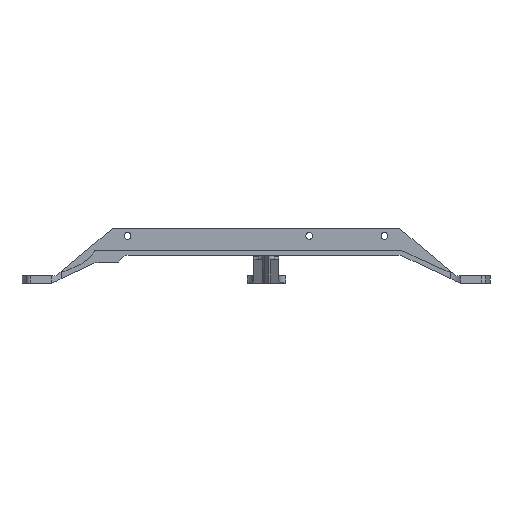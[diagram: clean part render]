
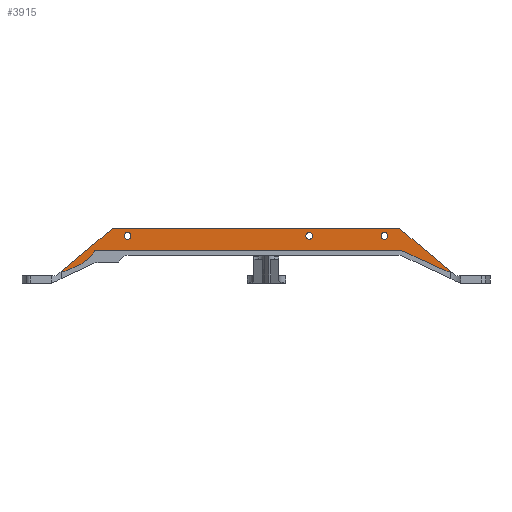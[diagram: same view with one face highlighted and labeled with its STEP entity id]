
A CAD part, front view. The second image highlights one B-rep face of the part: STEP entity #3915.
In plain terms, the highlighted planar face has unit normal (0, -1, 0).
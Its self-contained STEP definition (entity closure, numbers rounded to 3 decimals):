
#1996=CARTESIAN_POINT('POINT151',(51.328,
   11.067,23.425));
#1997=VERTEX_POINT('VERTEX151',#1996);
#2004=CARTESIAN_POINT('POINT152',(37.313,
   11.067,16.889));
#2005=VERTEX_POINT('VERTEX152',#2004);
#2006=CARTESIAN_POINT('POS215',(0.195,
   11.067,-0.419));
#2007=DIRECTION('DIR323',(-0.906,0.,
   -0.423));
#2008=VECTOR('VEC107',#2007,1.);
#2009=LINE('STRAIGHT107',#2006,#2008);
#2010=EDGE_CURVE('EDGE206',#1997,#2005,#2009,.T.);
#2036=CARTESIAN_POINT('POINT154',(31.745,
   11.067,15.655));
#2037=VERTEX_POINT('VERTEX154',#2036);
#2038=CARTESIAN_POINT('POS219',(31.745,
   11.067,28.83));
#2039=DIRECTION('DIR329',(0.,1.,0.));
#2040=DIRECTION('DIR330',(0.216,0.,
   -0.976));
#2041=AXIS2_PLACEMENT_3D('AXIS111',#2038,#2039,#2040);
#2042=CIRCLE('ELLIPSE61',#2041,13.175);
#2043=EDGE_CURVE('EDGE209',#2005,#2037,#2042,.T.);
#2068=CARTESIAN_POINT('POINT156',(29.119,
   11.067,15.655));
#2069=VERTEX_POINT('VERTEX156',#2068);
#2070=CARTESIAN_POINT('POS223',(0.,11.067,
   15.655));
#2071=DIRECTION('DIR335',(-1.,0.,0.));
#2072=VECTOR('VEC111',#2071,1.);
#2073=LINE('STRAIGHT111',#2070,#2072);
#2074=EDGE_CURVE('EDGE212',#2037,#2069,#2073,.T.);
#2101=CARTESIAN_POINT('POINT159',(535.479,
   11.067,15.655));
#2102=VERTEX_POINT('VERTEX159',#2101);
#2109=CARTESIAN_POINT('POINT160',(529.911,
   11.067,16.889));
#2110=VERTEX_POINT('VERTEX160',#2109);
#2111=CARTESIAN_POINT('POS228',(535.479,
   11.067,28.83));
#2112=DIRECTION('DIR342',(0.,1.,0.));
#2113=DIRECTION('DIR343',(-0.216,0.,
   -0.976));
#2114=AXIS2_PLACEMENT_3D('AXIS115',#2111,#2112,#2113);
#2115=CIRCLE('ELLIPSE63',#2114,13.175);
#2116=EDGE_CURVE('EDGE216',#2102,#2110,#2115,.T.);
#2141=CARTESIAN_POINT('POINT162',(474.388,
   11.067,42.78));
#2142=VERTEX_POINT('VERTEX162',#2141);
#2143=CARTESIAN_POINT('POS232',(101.114,
   11.067,216.841));
#2144=DIRECTION('DIR348',(-0.906,0.,
   0.423));
#2145=VECTOR('VEC116',#2144,1.);
#2146=LINE('STRAIGHT116',#2143,#2145);
#2147=EDGE_CURVE('EDGE219',#2110,#2142,#2146,.T.);
#2188=CARTESIAN_POINT('POINT164',(72.85,
   11.067,42.78));
#2189=VERTEX_POINT('VERTEX164',#2188);
#2190=CARTESIAN_POINT('POS236',(0.,11.067,
   42.78));
#2191=DIRECTION('DIR353',(-1.,0.,0.));
#2192=VECTOR('VEC119',#2191,1.);
#2193=LINE('STRAIGHT119',#2190,#2192);
#2194=EDGE_CURVE('EDGE222',#2142,#2189,#2193,.T.);
#2218=CARTESIAN_POINT('POS240',(30.366,
   11.067,68.378));
#2219=DIRECTION('DIR359',(0.,1.,0.));
#2220=DIRECTION('DIR360',(0.669,0.,
   -0.744));
#2221=AXIS2_PLACEMENT_3D('AXIS120',#2218,#2219,#2220);
#2222=CIRCLE('ELLIPSE65',#2221,49.6);
#2223=EDGE_CURVE('EDGE225',#2189,#1997,#2222,.T.);
#2236=CARTESIAN_POINT('POINT166',(115.677,
   11.067,66.379));
#2237=VERTEX_POINT('VERTEX166',#2236);
#2244=CARTESIAN_POINT('POINT167',(115.677,
   11.067,57.621));
#2245=VERTEX_POINT('VERTEX167',#2244);
#2246=CARTESIAN_POINT('POS243',(115.677,
   11.067,62.));
#2247=DIRECTION('DIR364',(0.,-1.,0.));
#2248=DIRECTION('DIR365',(0.,0.,-1.));
#2249=AXIS2_PLACEMENT_3D('AXIS122',#2246,#2247,#2248);
#2250=CIRCLE('ELLIPSE66',#2249,4.379);
#2251=EDGE_CURVE('EDGE227',#2237,#2245,#2250,.T.);
#2280=EDGE_CURVE('EDGE231',#2245,#2237,#2250,.T.);
#3752=CARTESIAN_POINT('POINT253',(538.104,
   11.067,15.655));
#3753=VERTEX_POINT('VERTEX253',#3752);
#3760=CARTESIAN_POINT('POS412',(0.,
   11.067,15.655));
#3761=DIRECTION('DIR618',(-1.,0.,0.));
#3762=VECTOR('VEC206',#3761,1.);
#3763=LINE('STRAIGHT206',#3760,#3762);
#3764=EDGE_CURVE('EDGE368',#3753,#2102,#3763,.T.);
#3790=CARTESIAN_POINT('POINT255',(95.527,
   11.067,71.378));
#3791=VERTEX_POINT('VERTEX255',#3790);
#3792=CARTESIAN_POINT('POS415',(4.323,
   11.067,-5.152));
#3793=DIRECTION('DIR622',(0.766,0.,
   0.643));
#3794=VECTOR('VEC208',#3793,1.);
#3795=LINE('STRAIGHT208',#3792,#3794);
#3796=EDGE_CURVE('EDGE370',#2069,#3791,#3795,.T.);
#3851=CARTESIAN_POINT('POINT258',(451.547,
   11.067,57.621));
#3852=VERTEX_POINT('VERTEX258',#3851);
#3853=CARTESIAN_POINT('POINT259',(451.547,
   11.067,66.379));
#3854=VERTEX_POINT('VERTEX259',#3853);
#3855=CARTESIAN_POINT('POS422',(451.547,
   11.067,62.));
#3856=DIRECTION('DIR631',(0.,-1.,0.));
#3857=DIRECTION('DIR632',(0.,0.,-1.));
#3858=AXIS2_PLACEMENT_3D('AXIS210',#3855,#3856,#3857);
#3859=CIRCLE('ELLIPSE109',#3858,4.379);
#3860=EDGE_CURVE('EDGE375',#3852,#3854,#3859,.T.);
#3861=ORIENTED_EDGE('COEDGE668',*,*,#3860,.F.);
#3862=EDGE_CURVE('EDGE376',#3854,#3852,#3859,.T.);
#3863=ORIENTED_EDGE('COEDGE669',*,*,#3862,.F.);
#3864=EDGE_LOOP('NONE',(#3861,#3863));
#3865=FACE_BOUND('LOOP1',#3864,.T.);
#3866=CARTESIAN_POINT('POINT260',(353.168,
   11.067,57.621));
#3867=VERTEX_POINT('VERTEX260',#3866);
#3868=CARTESIAN_POINT('POINT261',(353.168,
   11.067,66.379));
#3869=VERTEX_POINT('VERTEX261',#3868);
#3870=CARTESIAN_POINT('POS423',(353.168,
   11.067,62.));
#3871=DIRECTION('DIR633',(0.,-1.,0.));
#3872=DIRECTION('DIR634',(0.,0.,-1.));
#3873=AXIS2_PLACEMENT_3D('AXIS211',#3870,#3871,#3872);
#3874=CIRCLE('ELLIPSE110',#3873,4.379);
#3875=EDGE_CURVE('EDGE377',#3867,#3869,#3874,.T.);
#3876=ORIENTED_EDGE('COEDGE670',*,*,#3875,.F.);
#3877=EDGE_CURVE('EDGE378',#3869,#3867,#3874,.T.);
#3878=ORIENTED_EDGE('COEDGE671',*,*,#3877,.F.);
#3879=EDGE_LOOP('NONE',(#3876,#3878));
#3880=FACE_BOUND('LOOP1',#3879,.T.);
#3881=ORIENTED_EDGE('COEDGE672',*,*,#2280,.F.);
#3882=ORIENTED_EDGE('COEDGE673',*,*,#2251,.F.);
#3883=EDGE_LOOP('NONE',(#3881,#3882));
#3884=FACE_BOUND('LOOP1',#3883,.T.);
#3885=ORIENTED_EDGE('COEDGE674',*,*,#2223,.F.);
#3886=ORIENTED_EDGE('COEDGE675',*,*,#2194,.F.);
#3887=ORIENTED_EDGE('COEDGE676',*,*,#2147,.F.);
#3888=ORIENTED_EDGE('COEDGE677',*,*,#2116,.F.);
#3889=ORIENTED_EDGE('COEDGE678',*,*,#3764,.F.);
#3890=CARTESIAN_POINT('POINT262',(471.697,
   11.067,71.378));
#3891=VERTEX_POINT('VERTEX262',#3890);
#3892=CARTESIAN_POINT('POS424',(230.04,
   11.067,274.151));
#3893=DIRECTION('DIR635',(0.766,0.,
   -0.643));
#3894=VECTOR('VEC213',#3893,1.);
#3895=LINE('STRAIGHT213',#3892,#3894);
#3896=EDGE_CURVE('EDGE379',#3891,#3753,#3895,.T.);
#3897=ORIENTED_EDGE('COEDGE679',*,*,#3896,.F.);
#3898=CARTESIAN_POINT('POS425',(0.,11.067,
   71.378));
#3899=DIRECTION('DIR636',(1.,0.,0.));
#3900=VECTOR('VEC214',#3899,1.);
#3901=LINE('STRAIGHT214',#3898,#3900);
#3902=EDGE_CURVE('EDGE380',#3791,#3891,#3901,.T.);
#3903=ORIENTED_EDGE('COEDGE680',*,*,#3902,.F.);
#3904=ORIENTED_EDGE('COEDGE681',*,*,#3796,.F.);
#3905=ORIENTED_EDGE('COEDGE682',*,*,#2074,.F.);
#3906=ORIENTED_EDGE('COEDGE683',*,*,#2043,.F.);
#3907=ORIENTED_EDGE('COEDGE684',*,*,#2010,.F.);
#3908=EDGE_LOOP('NONE',(#3885,#3886,#3887,#3888,#3889,#3897,#3903,#3904,
   #3905,#3906,#3907));
#3909=FACE_BOUND('LOOP1',#3908,.T.);
#3910=CARTESIAN_POINT('POS426',(30.366,
   11.067,68.378));
#3911=DIRECTION('DIR637',(0.,1.,0.));
#3912=DIRECTION('DIR638',(1.,0.,0.));
#3913=AXIS2_PLACEMENT_3D('AXIS212',#3910,#3911,#3912);
#3914=PLANE('PLANE55',#3913);
#3915=ADVANCED_FACE('FACE123',(#3865,#3880,#3884,#3909),#3914,.F.);
